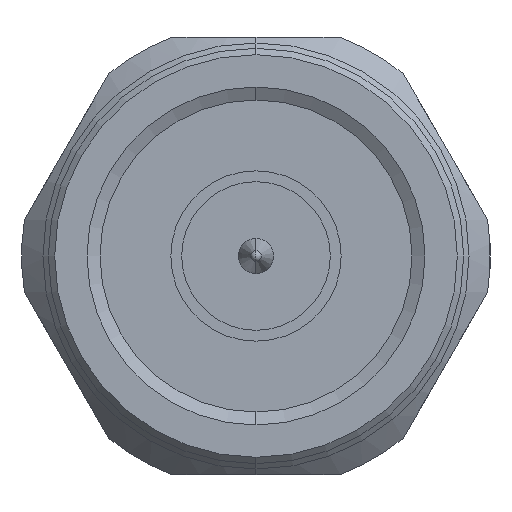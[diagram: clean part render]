
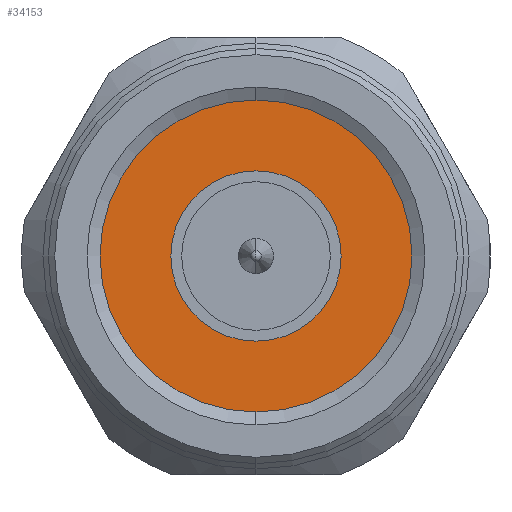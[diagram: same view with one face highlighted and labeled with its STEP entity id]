
A CAD part, left-side view. The second image highlights one B-rep face of the part: STEP entity #34153.
In plain terms, the highlighted planar face has unit normal (-1, 0, 0).
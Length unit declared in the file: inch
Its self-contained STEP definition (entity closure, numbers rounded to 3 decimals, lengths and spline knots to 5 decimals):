
#553 = EDGE_CURVE ( 'NONE', #11369, #36972, #29125, .T. ) ;
#1646 = CARTESIAN_POINT ( 'NONE',  ( 0.41653, 0., -0.34395 ) ) ;
#3031 = DIRECTION ( 'NONE',  ( 0., 0., -1. ) ) ;
#3573 = DIRECTION ( 'NONE',  ( 0., 0., -1. ) ) ;
#5579 = DIRECTION ( 'NONE',  ( 0., 0., -1. ) ) ;
#5935 = CARTESIAN_POINT ( 'NONE',  ( 0.41653, 0., 0.15748 ) ) ;
#11369 = VERTEX_POINT ( 'NONE', #14456 ) ;
#12630 = CARTESIAN_POINT ( 'NONE',  ( 0.41653, 0.34395, 0. ) ) ;
#14456 = CARTESIAN_POINT ( 'NONE',  ( 0.41653, 0., -0.15748 ) ) ;
#15983 = PLANE ( 'NONE',  #25490 ) ;
#16852 = ORIENTED_EDGE ( 'NONE', *, *, #553, .T. ) ;
#18804 = AXIS2_PLACEMENT_3D ( 'NONE', #22487, #28962, #3031 ) ;
#20740 = EDGE_CURVE ( 'NONE', #35453, #26149, #36383, .T. ) ;
#22284 = FACE_OUTER_BOUND ( 'NONE', #28473, .T. ) ;
#22487 = CARTESIAN_POINT ( 'NONE',  ( 0.41653, 0., 0. ) ) ;
#22702 = ORIENTED_EDGE ( 'NONE', *, *, #34098, .T. ) ;
#22718 = CIRCLE ( 'NONE', #28086, 0.34395 ) ;
#22952 = EDGE_CURVE ( 'NONE', #26149, #35453, #22718, .T. ) ;
#24501 = CARTESIAN_POINT ( 'NONE',  ( 0.41653, 0., 0.34395 ) ) ;
#25236 = CARTESIAN_POINT ( 'NONE',  ( 0.41653, 0., 0. ) ) ;
#25490 = AXIS2_PLACEMENT_3D ( 'NONE', #12630, #32086, #41245 ) ;
#26149 = VERTEX_POINT ( 'NONE', #24501 ) ;
#28086 = AXIS2_PLACEMENT_3D ( 'NONE', #35948, #29699, #3573 ) ;
#28473 = EDGE_LOOP ( 'NONE', ( #37664, #30554 ) ) ;
#28962 = DIRECTION ( 'NONE',  ( 1., 0., 0. ) ) ;
#29125 = CIRCLE ( 'NONE', #31792, 0.15748 ) ;
#29699 = DIRECTION ( 'NONE',  ( 1., 0., 0. ) ) ;
#30554 = ORIENTED_EDGE ( 'NONE', *, *, #22952, .F. ) ;
#31079 = AXIS2_PLACEMENT_3D ( 'NONE', #25236, #31304, #37957 ) ;
#31304 = DIRECTION ( 'NONE',  ( 1., 0., 0. ) ) ;
#31792 = AXIS2_PLACEMENT_3D ( 'NONE', #37956, #37151, #5579 ) ;
#32074 = EDGE_LOOP ( 'NONE', ( #16852, #22702 ) ) ;
#32086 = DIRECTION ( 'NONE',  ( -1., 0., 0. ) ) ;
#34098 = EDGE_CURVE ( 'NONE', #36972, #11369, #34810, .T. ) ;
#34153 = ADVANCED_FACE ( 'NONE', ( #38335, #22284 ), #15983, .T. ) ;
#34810 = CIRCLE ( 'NONE', #18804, 0.15748 ) ;
#35453 = VERTEX_POINT ( 'NONE', #1646 ) ;
#35948 = CARTESIAN_POINT ( 'NONE',  ( 0.41653, 0., 0. ) ) ;
#36383 = CIRCLE ( 'NONE', #31079, 0.34395 ) ;
#36972 = VERTEX_POINT ( 'NONE', #5935 ) ;
#37151 = DIRECTION ( 'NONE',  ( 1., 0., 0. ) ) ;
#37664 = ORIENTED_EDGE ( 'NONE', *, *, #20740, .F. ) ;
#37956 = CARTESIAN_POINT ( 'NONE',  ( 0.41653, 0., 0. ) ) ;
#37957 = DIRECTION ( 'NONE',  ( 0., 0., -1. ) ) ;
#38335 = FACE_BOUND ( 'NONE', #32074, .T. ) ;
#41245 = DIRECTION ( 'NONE',  ( 0., 0., 1. ) ) ;
